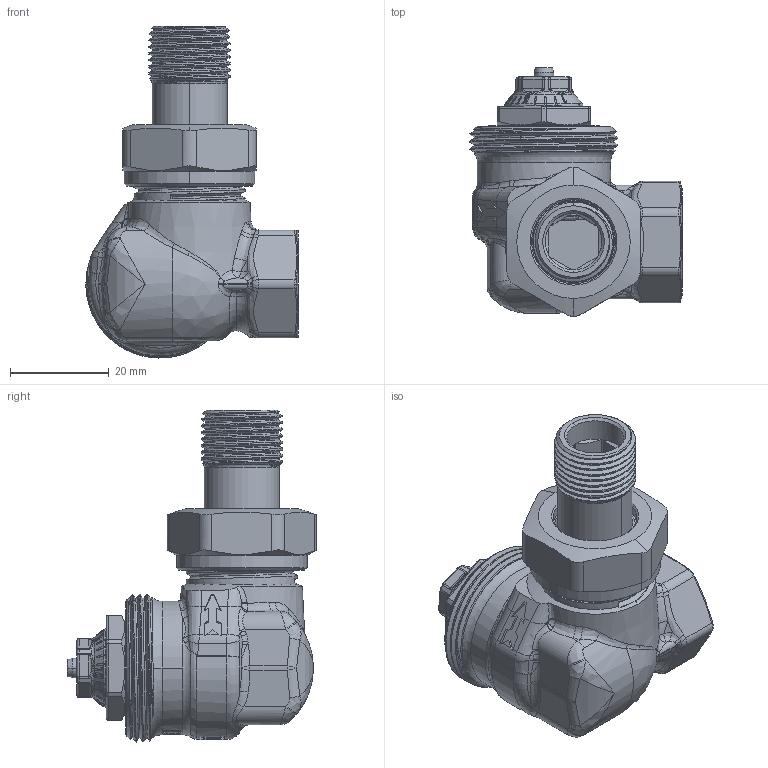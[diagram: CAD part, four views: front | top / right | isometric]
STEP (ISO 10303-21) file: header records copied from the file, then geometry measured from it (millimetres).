
FILE_DESCRIPTION((''),'2;1');
FILE_NAME('3934-01-000-GEW-O-B_SW0001','2015-03-09T',('marann'),(''),'PRO/ENGINEER BY PARAMETRIC TECHNOLOGY CORPORATION, 2011490','PRO/ENGINEER BY PARAMETRIC TECHNOLOGY CORPORATION, 2011490','');
FILE_SCHEMA(('CONFIG_CONTROL_DESIGN'));
Products named in the file (1): 3934-01-000-GEW-O-B_SW0001
Bounding box: 43 x 50.47 x 67.29 mm (x, y, z)
Volume: 24723.8 mm3; surface area: 20880 mm2
Topology: 3 solids, 3 shells, 1405 faces, 3583 edges, 2216 vertices
Faces by surface type: plane 422, cylinder 336, bspline 335, cone 138, torus 116, extrusion 50, sphere 7, revolution 1
Entity records: 66097 total; most frequent: CARTESIAN_POINT 35312, ORIENTED_EDGE 7162, DIRECTION 5409, EDGE_CURVE 3581, VERTEX_POINT 2216, AXIS2_PLACEMENT_3D 2109, EDGE_LOOP 1455, FACE_OUTER_BOUND 1405
